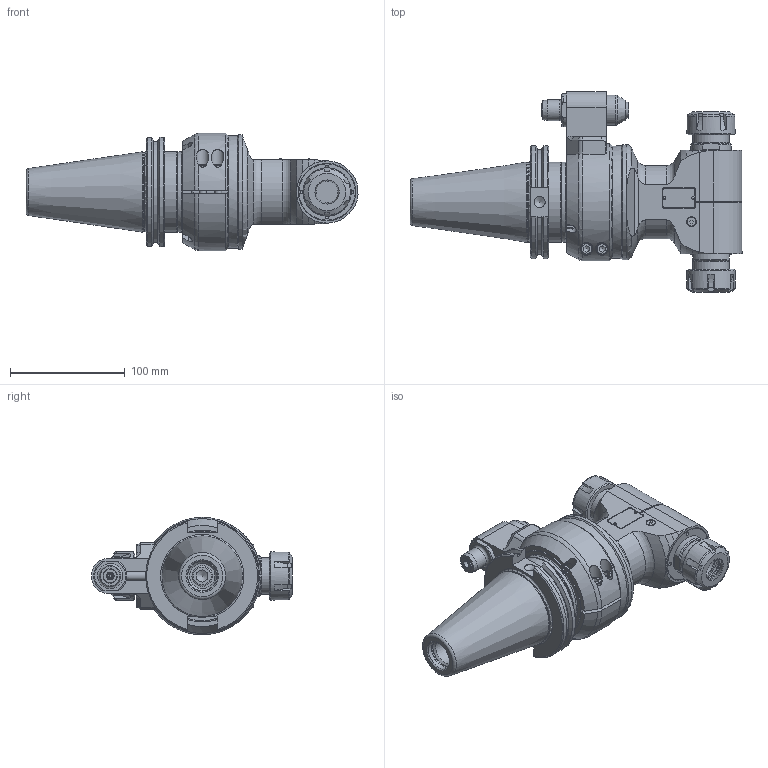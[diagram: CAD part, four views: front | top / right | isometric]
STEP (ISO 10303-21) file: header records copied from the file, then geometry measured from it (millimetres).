
FILE_DESCRIPTION(/* description */ (''),/* implementation_level */ '2;1');
FILE_NAME(/* name */ '9.F90.16S0D-4C50.stp',/* time_stamp */ '2023-01-25T11:34:19-05:00',/* author */ ('jkrenzer'),/* organization */ (''),/* preprocessor_version */ 'ST-DEVELOPER v18',/* originating_system */ 'Autodesk Inventor 2020',/* authorisation */ '');
FILE_SCHEMA (('AUTOMOTIVE_DESIGN { 1 0 10303 214 3 1 1 }'));
Products named in the file (3): 9.F90.16S0D-4C50; 9_F90_16S00_2U; 9_GA1_458_2  (Type 1, Cat50, 80mm)
Assembly tree (2 placements, depth 2):
  9.F90.16S0D-4C50
    9_F90_16S00_2U
    9_GA1_458_2  (Type 1, Cat50, 80mm)
Bounding box: 288.7 x 174.75 x 101.99 mm (x, y, z)
Volume: 1307654.9 mm3; surface area: 172852.7 mm2
Topology: 5 solids, 5 shells, 570 faces, 1525 edges, 1018 vertices
Faces by surface type: plane 267, cylinder 137, cone 110, torus 48, bspline 6, sphere 2
Full cylindrical faces by diameter (mm): 2.5 x3, 2.6 x2, 3 x2, 3.2 x8, 5 x2, 6 x6, 6.5 x1, 7 x1, 8 x2, 8.5 x1, 9.525 x1, 10 x4, 10.4 x2, 11 x1, 12 x2, 12.5 x1, 14 x1, 18 x3, 21 x2, 21.963 x1, 23 x2, 26 x1, 26.187 x1, 26.8 x1, 27 x3, 30.5 x2, 32 x2, 32.6 x2, 35 x2, 42 x2
Entity records: 59709 total; most frequent: CARTESIAN_POINT 45617, ORIENTED_EDGE 3014, DIRECTION 2904, EDGE_CURVE 1507, AXIS2_PLACEMENT_3D 1146, VERTEX_POINT 1018, EDGE_LOOP 650, LINE 612
